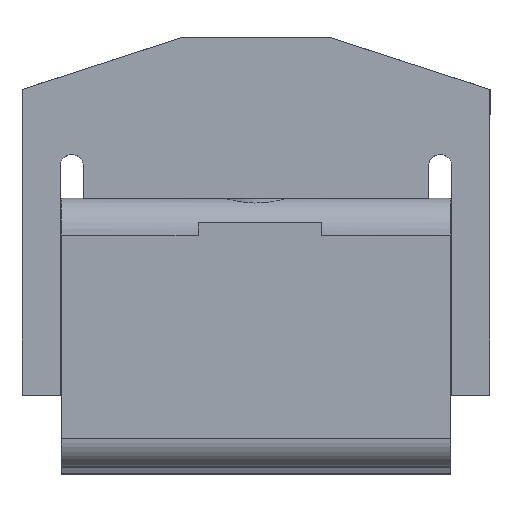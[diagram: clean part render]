
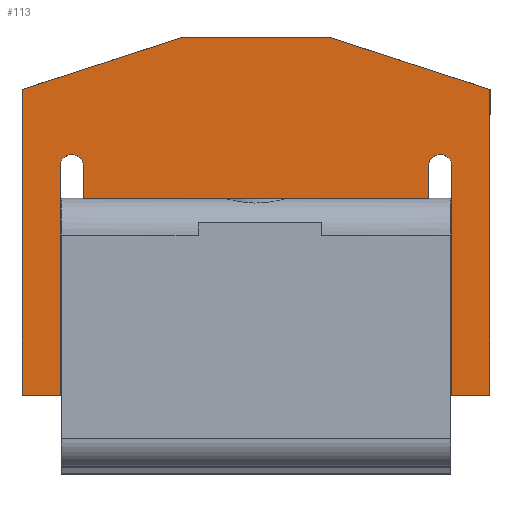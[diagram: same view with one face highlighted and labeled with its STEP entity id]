
A CAD part, top view. The second image highlights one B-rep face of the part: STEP entity #113.
In plain terms, the highlighted planar face has unit normal (0, 0, 1).
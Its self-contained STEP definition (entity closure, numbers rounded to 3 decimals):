
#38 = VERTEX_POINT ( 'NONE', #2002 ) ;
#40 = EDGE_CURVE ( 'NONE', #38, #197, #195, .T. ) ;
#97 = EDGE_CURVE ( 'NONE', #2783, #38, #3605, .T. ) ;
#113 = ADVANCED_FACE ( 'NONE', ( #1354 ), #1739, .T. ) ;
#195 = LINE ( 'NONE', #3094, #2065 ) ;
#196 = CARTESIAN_POINT ( 'NONE',  ( -16.171, 2.639, 7.246 ) ) ;
#197 = VERTEX_POINT ( 'NONE', #3157 ) ;
#204 = EDGE_CURVE ( 'NONE', #1860, #3056, #1054, .T. ) ;
#211 = EDGE_CURVE ( 'NONE', #3056, #3346, #1807, .T. ) ;
#221 = EDGE_CURVE ( 'NONE', #3621, #2783, #2186, .T. ) ;
#287 = CARTESIAN_POINT ( 'NONE',  ( -17.121, -5.361, 7.246 ) ) ;
#309 = DIRECTION ( 'NONE',  ( 0.951, 0.309, 0. ) ) ;
#342 = CARTESIAN_POINT ( 'NONE',  ( -16.171, 2.639, 7.246 ) ) ;
#382 = DIRECTION ( 'NONE',  ( -1., 0., 0. ) ) ;
#417 = DIRECTION ( 'NONE',  ( -1., 0., 0. ) ) ;
#460 = ORIENTED_EDGE ( 'NONE', *, *, #97, .F. ) ;
#464 = EDGE_CURVE ( 'NONE', #3509, #3621, #1238, .T. ) ;
#470 = CARTESIAN_POINT ( 'NONE',  ( -12.244, 9.139, 7.246 ) ) ;
#510 = ORIENTED_EDGE ( 'NONE', *, *, #211, .F. ) ;
#529 = VECTOR ( 'NONE', #3058, 1000. ) ;
#534 = CARTESIAN_POINT ( 'NONE',  ( -1.221, 3.939, 7.246 ) ) ;
#571 = VECTOR ( 'NONE', #1862, 1000. ) ;
#610 = VERTEX_POINT ( 'NONE', #342 ) ;
#622 = CARTESIAN_POINT ( 'NONE',  ( 0.329, 7.051, 7.246 ) ) ;
#800 = ORIENTED_EDGE ( 'NONE', *, *, #2035, .F. ) ;
#811 = CARTESIAN_POINT ( 'NONE',  ( -16.171, 3.939, 7.246 ) ) ;
#846 = CARTESIAN_POINT ( 'NONE',  ( 0.329, 7.051, 7.246 ) ) ;
#855 = DIRECTION ( 'NONE',  ( 0., -1., 0. ) ) ;
#922 = CARTESIAN_POINT ( 'NONE',  ( -1.221, 3.939, 7.246 ) ) ;
#1054 = LINE ( 'NONE', #1177, #1062 ) ;
#1062 = VECTOR ( 'NONE', #417, 1000. ) ;
#1094 = CARTESIAN_POINT ( 'NONE',  ( -18.671, -5.361, 7.246 ) ) ;
#1100 = VECTOR ( 'NONE', #309, 1000. ) ;
#1177 = CARTESIAN_POINT ( 'NONE',  ( -1.221, -5.361, 7.246 ) ) ;
#1194 = CIRCLE ( 'NONE', #1333, 0.475 ) ;
#1238 = LINE ( 'NONE', #1094, #1295 ) ;
#1277 = CARTESIAN_POINT ( 'NONE',  ( -1.221, -5.361, 7.246 ) ) ;
#1285 = CARTESIAN_POINT ( 'NONE',  ( -2.171, 3.939, 7.246 ) ) ;
#1295 = VECTOR ( 'NONE', #3412, 1000. ) ;
#1333 = AXIS2_PLACEMENT_3D ( 'NONE', #2055, #2046, #2038 ) ;
#1354 = FACE_OUTER_BOUND ( 'NONE', #1486, .T. ) ;
#1363 = LINE ( 'NONE', #1532, #529 ) ;
#1369 = CARTESIAN_POINT ( 'NONE',  ( -2.171, 2.639, 7.246 ) ) ;
#1393 = VERTEX_POINT ( 'NONE', #1369 ) ;
#1420 = VERTEX_POINT ( 'NONE', #1285 ) ;
#1435 = CARTESIAN_POINT ( 'NONE',  ( -18.671, -5.361, 7.246 ) ) ;
#1440 = ORIENTED_EDGE ( 'NONE', *, *, #2678, .F. ) ;
#1483 = VECTOR ( 'NONE', #3154, 1000. ) ;
#1486 = EDGE_LOOP ( 'NONE', ( #1557, #1440, #800, #3152, #2857, #3516, #510, #3343, #2161, #2811, #1632, #460, #2443, #1496 ) ) ;
#1496 = ORIENTED_EDGE ( 'NONE', *, *, #464, .F. ) ;
#1497 = LINE ( 'NONE', #3062, #1483 ) ;
#1525 = VECTOR ( 'NONE', #1930, 1000. ) ;
#1532 = CARTESIAN_POINT ( 'NONE',  ( -2.171, 3.939, 7.246 ) ) ;
#1557 = ORIENTED_EDGE ( 'NONE', *, *, #2339, .F. ) ;
#1581 = LINE ( 'NONE', #196, #3281 ) ;
#1623 = DIRECTION ( 'NONE',  ( 0., 1., 0. ) ) ;
#1632 = ORIENTED_EDGE ( 'NONE', *, *, #40, .F. ) ;
#1695 = VERTEX_POINT ( 'NONE', #622 ) ;
#1721 = CIRCLE ( 'NONE', #2071, 0.475 ) ;
#1739 = PLANE ( 'NONE',  #3633 ) ;
#1774 = LINE ( 'NONE', #811, #1525 ) ;
#1807 = LINE ( 'NONE', #534, #571 ) ;
#1811 = CARTESIAN_POINT ( 'NONE',  ( -18.671, 7.051, 7.246 ) ) ;
#1833 = DIRECTION ( 'NONE',  ( 0., 0., 1. ) ) ;
#1860 = VERTEX_POINT ( 'NONE', #3611 ) ;
#1862 = DIRECTION ( 'NONE',  ( 0., 1., 0. ) ) ;
#1930 = DIRECTION ( 'NONE',  ( 0., 1., 0. ) ) ;
#1941 = VERTEX_POINT ( 'NONE', #2992 ) ;
#1957 = EDGE_CURVE ( 'NONE', #1420, #1393, #1363, .T. ) ;
#2000 = LINE ( 'NONE', #846, #2496 ) ;
#2002 = CARTESIAN_POINT ( 'NONE',  ( -12.244, 9.139, 7.246 ) ) ;
#2018 = EDGE_CURVE ( 'NONE', #3346, #1420, #1721, .T. ) ;
#2035 = EDGE_CURVE ( 'NONE', #610, #2429, #1774, .T. ) ;
#2038 = DIRECTION ( 'NONE',  ( -1., 0., 0. ) ) ;
#2046 = DIRECTION ( 'NONE',  ( 0., 0., 1. ) ) ;
#2055 = CARTESIAN_POINT ( 'NONE',  ( -16.646, 3.939, 7.246 ) ) ;
#2065 = VECTOR ( 'NONE', #3340, 1000. ) ;
#2071 = AXIS2_PLACEMENT_3D ( 'NONE', #3353, #2742, #3253 ) ;
#2099 = VECTOR ( 'NONE', #1623, 1000. ) ;
#2161 = ORIENTED_EDGE ( 'NONE', *, *, #3316, .F. ) ;
#2186 = LINE ( 'NONE', #3416, #2099 ) ;
#2339 = EDGE_CURVE ( 'NONE', #1941, #3509, #1497, .T. ) ;
#2389 = EDGE_CURVE ( 'NONE', #197, #1695, #2640, .T. ) ;
#2429 = VERTEX_POINT ( 'NONE', #2808 ) ;
#2443 = ORIENTED_EDGE ( 'NONE', *, *, #221, .F. ) ;
#2496 = VECTOR ( 'NONE', #855, 1000. ) ;
#2640 = LINE ( 'NONE', #2888, #3429 ) ;
#2678 = EDGE_CURVE ( 'NONE', #2429, #1941, #1194, .T. ) ;
#2742 = DIRECTION ( 'NONE',  ( 0., 0., 1. ) ) ;
#2783 = VERTEX_POINT ( 'NONE', #1811 ) ;
#2808 = CARTESIAN_POINT ( 'NONE',  ( -16.171, 3.939, 7.246 ) ) ;
#2811 = ORIENTED_EDGE ( 'NONE', *, *, #2389, .F. ) ;
#2857 = ORIENTED_EDGE ( 'NONE', *, *, #1957, .F. ) ;
#2888 = CARTESIAN_POINT ( 'NONE',  ( -6.097, 9.139, 7.246 ) ) ;
#2905 = DIRECTION ( 'NONE',  ( 0.951, -0.309, 0. ) ) ;
#2992 = CARTESIAN_POINT ( 'NONE',  ( -17.121, 3.939, 7.246 ) ) ;
#2993 = DIRECTION ( 'NONE',  ( 1., 0., 0. ) ) ;
#3056 = VERTEX_POINT ( 'NONE', #1277 ) ;
#3058 = DIRECTION ( 'NONE',  ( 0., -1., 0. ) ) ;
#3062 = CARTESIAN_POINT ( 'NONE',  ( -17.121, -4.161, 7.246 ) ) ;
#3094 = CARTESIAN_POINT ( 'NONE',  ( -12.244, 9.139, 7.246 ) ) ;
#3152 = ORIENTED_EDGE ( 'NONE', *, *, #3508, .F. ) ;
#3153 = CARTESIAN_POINT ( 'NONE',  ( -16.646, 3.939, 7.246 ) ) ;
#3154 = DIRECTION ( 'NONE',  ( 0., -1., 0. ) ) ;
#3157 = CARTESIAN_POINT ( 'NONE',  ( -6.097, 9.139, 7.246 ) ) ;
#3253 = DIRECTION ( 'NONE',  ( -1., 0., 0. ) ) ;
#3281 = VECTOR ( 'NONE', #382, 1000. ) ;
#3316 = EDGE_CURVE ( 'NONE', #1695, #1860, #2000, .T. ) ;
#3340 = DIRECTION ( 'NONE',  ( 1., 0., 0. ) ) ;
#3343 = ORIENTED_EDGE ( 'NONE', *, *, #204, .F. ) ;
#3346 = VERTEX_POINT ( 'NONE', #922 ) ;
#3353 = CARTESIAN_POINT ( 'NONE',  ( -1.696, 3.939, 7.246 ) ) ;
#3412 = DIRECTION ( 'NONE',  ( -1., 0., 0. ) ) ;
#3416 = CARTESIAN_POINT ( 'NONE',  ( -18.671, 7.051, 7.246 ) ) ;
#3429 = VECTOR ( 'NONE', #2905, 1000. ) ;
#3508 = EDGE_CURVE ( 'NONE', #1393, #610, #1581, .T. ) ;
#3509 = VERTEX_POINT ( 'NONE', #287 ) ;
#3516 = ORIENTED_EDGE ( 'NONE', *, *, #2018, .F. ) ;
#3605 = LINE ( 'NONE', #470, #1100 ) ;
#3611 = CARTESIAN_POINT ( 'NONE',  ( 0.329, -5.361, 7.246 ) ) ;
#3621 = VERTEX_POINT ( 'NONE', #1435 ) ;
#3633 = AXIS2_PLACEMENT_3D ( 'NONE', #3153, #1833, #2993 ) ;
